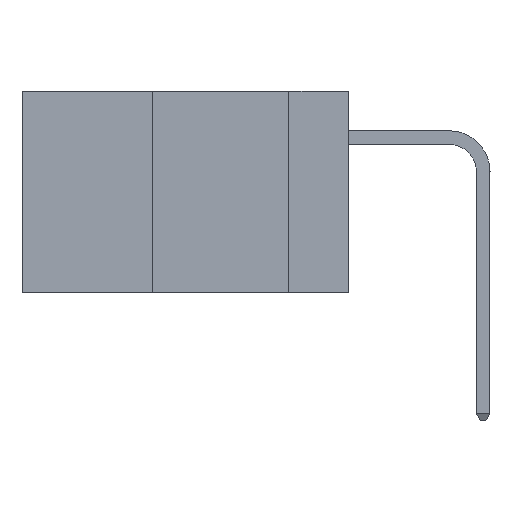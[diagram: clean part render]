
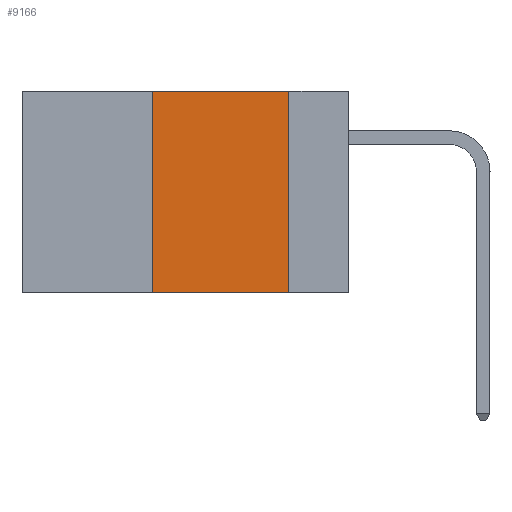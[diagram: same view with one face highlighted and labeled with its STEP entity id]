
A CAD part, left-side view. The second image highlights one B-rep face of the part: STEP entity #9166.
In plain terms, the highlighted planar face has unit normal (-1, 0, 0).
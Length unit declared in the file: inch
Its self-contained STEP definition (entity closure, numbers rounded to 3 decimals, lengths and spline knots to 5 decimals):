
#193 = EDGE_LOOP ( 'NONE', ( #15871, #6731, #1277, #3077 ) ) ;
#729 = DIRECTION ( 'NONE',  ( 1., 0., 0. ) ) ;
#1277 = ORIENTED_EDGE ( 'NONE', *, *, #23853, .F. ) ;
#1842 = DIRECTION ( 'NONE',  ( 0., -1., 0. ) ) ;
#3077 = ORIENTED_EDGE ( 'NONE', *, *, #5169, .T. ) ;
#3208 = VERTEX_POINT ( 'NONE', #24239 ) ;
#5169 = EDGE_CURVE ( 'NONE', #27634, #26827, #33893, .T. ) ;
#6447 = PLANE ( 'NONE',  #32675 ) ;
#6731 = ORIENTED_EDGE ( 'NONE', *, *, #10240, .F. ) ;
#9166 = ADVANCED_FACE ( 'NONE', ( #34832 ), #6447, .F. ) ;
#9881 = LINE ( 'NONE', #30908, #23998 ) ;
#10240 = EDGE_CURVE ( 'NONE', #28147, #3208, #12898, .T. ) ;
#11257 = LINE ( 'NONE', #24638, #17902 ) ;
#11560 = VECTOR ( 'NONE', #22570, 39.37008 ) ;
#12898 = LINE ( 'NONE', #18988, #34333 ) ;
#13460 = DIRECTION ( 'NONE',  ( 0., 0., -1. ) ) ;
#15871 = ORIENTED_EDGE ( 'NONE', *, *, #30650, .F. ) ;
#17878 = CARTESIAN_POINT ( 'NONE',  ( 0., 0.6, 0. ) ) ;
#17902 = VECTOR ( 'NONE', #13460, 39.37008 ) ;
#18848 = CARTESIAN_POINT ( 'NONE',  ( 0., 0.36, 0. ) ) ;
#18988 = CARTESIAN_POINT ( 'NONE',  ( 0., 0.6, 0. ) ) ;
#20688 = DIRECTION ( 'NONE',  ( 0., 0., -1. ) ) ;
#22456 = CARTESIAN_POINT ( 'NONE',  ( 0., 0.6, -0.37 ) ) ;
#22570 = DIRECTION ( 'NONE',  ( 0., -1., 0. ) ) ;
#23853 = EDGE_CURVE ( 'NONE', #27634, #28147, #9881, .T. ) ;
#23998 = VECTOR ( 'NONE', #33666, 39.37008 ) ;
#24239 = CARTESIAN_POINT ( 'NONE',  ( 0., 0.11, 0. ) ) ;
#24638 = CARTESIAN_POINT ( 'NONE',  ( 0., 0.11, 0. ) ) ;
#25031 = CARTESIAN_POINT ( 'NONE',  ( 0., 0.11, -0.37 ) ) ;
#26827 = VERTEX_POINT ( 'NONE', #25031 ) ;
#27634 = VERTEX_POINT ( 'NONE', #29979 ) ;
#28147 = VERTEX_POINT ( 'NONE', #18848 ) ;
#29979 = CARTESIAN_POINT ( 'NONE',  ( 0., 0.36, -0.37 ) ) ;
#30650 = EDGE_CURVE ( 'NONE', #3208, #26827, #11257, .T. ) ;
#30908 = CARTESIAN_POINT ( 'NONE',  ( 0., 0.36, 0. ) ) ;
#32675 = AXIS2_PLACEMENT_3D ( 'NONE', #17878, #729, #20688 ) ;
#33666 = DIRECTION ( 'NONE',  ( 0., 0., 1. ) ) ;
#33893 = LINE ( 'NONE', #22456, #11560 ) ;
#34333 = VECTOR ( 'NONE', #1842, 39.37008 ) ;
#34832 = FACE_OUTER_BOUND ( 'NONE', #193, .T. ) ;
